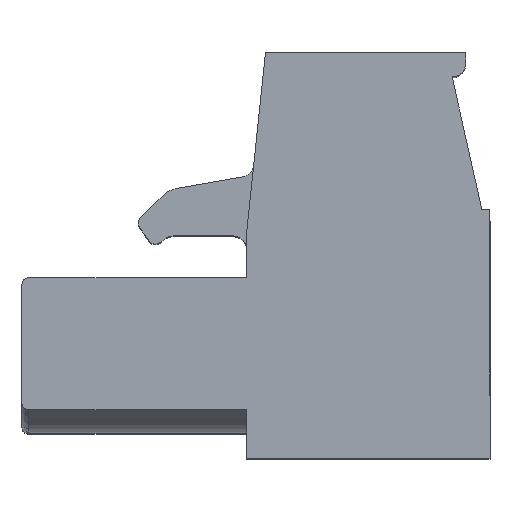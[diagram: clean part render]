
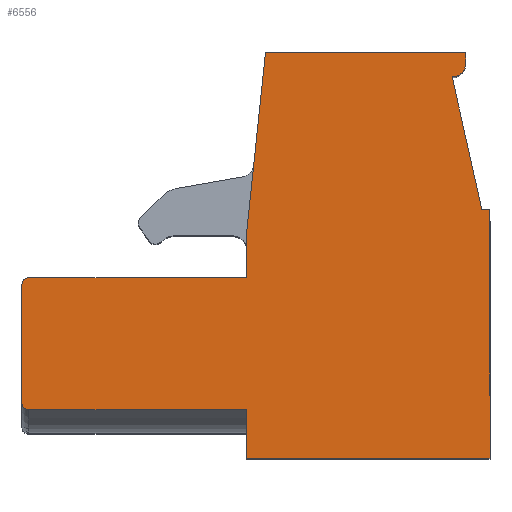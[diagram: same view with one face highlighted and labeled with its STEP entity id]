
A CAD part, top view. The second image highlights one B-rep face of the part: STEP entity #6556.
In plain terms, the highlighted planar face has unit normal (0, 0, 1).
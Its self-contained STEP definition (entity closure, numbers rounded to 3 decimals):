
#552=CARTESIAN_POINT('',(-3.7,8.3,2.5));
#553=VERTEX_POINT('',#552);
#560=CARTESIAN_POINT('',(-3.,15.,2.5));
#561=VERTEX_POINT('',#560);
#562=CARTESIAN_POINT('',(-3.7,8.3,2.5));
#563=DIRECTION('',(0.104,0.995,0.0));
#564=VECTOR('',#563,6.736);
#565=LINE('',#562,#564);
#566=EDGE_CURVE('',#553,#561,#565,.T.);
#6203=CARTESIAN_POINT('',(4.4,14.6,2.5));
#6204=VERTEX_POINT('',#6203);
#6205=CARTESIAN_POINT('',(3.9,14.1,2.5));
#6206=VERTEX_POINT('',#6205);
#6207=CARTESIAN_POINT('',(3.9,14.6,2.5));
#6208=DIRECTION('',(0.0,0.0,-1.0));
#6209=DIRECTION('',(0.707,-0.707,0.0));
#6210=AXIS2_PLACEMENT_3D('',#6207,#6208,#6209);
#6211=CIRCLE('',#6210,0.5);
#6212=EDGE_CURVE('',#6204,#6206,#6211,.T.);
#6237=CARTESIAN_POINT('',(4.4,15.0,2.5));
#6238=VERTEX_POINT('',#6237);
#6245=CARTESIAN_POINT('',(4.4,15.0,2.5));
#6246=DIRECTION('',(0.0,-1.0,0.0));
#6247=VECTOR('',#6246,0.4);
#6248=LINE('',#6245,#6247);
#6249=EDGE_CURVE('',#6238,#6204,#6248,.T.);
#6259=CARTESIAN_POINT('',(-11.75,1.8,2.5));
#6260=VERTEX_POINT('',#6259);
#6261=CARTESIAN_POINT('',(-12.,2.05,2.5));
#6262=VERTEX_POINT('',#6261);
#6263=CARTESIAN_POINT('',(-11.75,2.05,2.5));
#6264=DIRECTION('',(0.0,0.0,-1.));
#6265=DIRECTION('',(-0.707,-0.707,0.0));
#6266=AXIS2_PLACEMENT_3D('',#6263,#6264,#6265);
#6267=CIRCLE('',#6266,0.25);
#6268=EDGE_CURVE('',#6260,#6262,#6267,.T.);
#6380=CARTESIAN_POINT('',(-12.,6.425,2.5));
#6381=VERTEX_POINT('',#6380);
#6382=CARTESIAN_POINT('',(-12.,6.425,2.5));
#6383=DIRECTION('',(0.0,-1.0,0.0));
#6384=VECTOR('',#6383,4.375);
#6385=LINE('',#6382,#6384);
#6386=EDGE_CURVE('',#6381,#6262,#6385,.T.);
#6469=CARTESIAN_POINT('',(0.798,7.341,2.5));
#6470=DIRECTION('',(0.0,0.0,1.0));
#6471=DIRECTION('',(1.0,0.0,0.0));
#6472=AXIS2_PLACEMENT_3D('',#6469,#6470,#6471);
#6473=PLANE('',#6472);
#6474=ORIENTED_EDGE('',*,*,#6212,.F.);
#6475=ORIENTED_EDGE('',*,*,#6249,.F.);
#6476=CARTESIAN_POINT('',(-3.,15.,2.5));
#6477=DIRECTION('',(1.0,0.0,0.0));
#6478=VECTOR('',#6477,7.4);
#6479=LINE('',#6476,#6478);
#6480=EDGE_CURVE('',#561,#6238,#6479,.T.);
#6481=ORIENTED_EDGE('',*,*,#6480,.F.);
#6482=ORIENTED_EDGE('',*,*,#566,.F.);
#6483=CARTESIAN_POINT('',(-3.7,6.675,2.5));
#6484=VERTEX_POINT('',#6483);
#6485=CARTESIAN_POINT('',(-3.7,6.675,2.5));
#6486=DIRECTION('',(0.0,1.0,0.0));
#6487=VECTOR('',#6486,1.625);
#6488=LINE('',#6485,#6487);
#6489=EDGE_CURVE('',#6484,#553,#6488,.T.);
#6490=ORIENTED_EDGE('',*,*,#6489,.F.);
#6491=CARTESIAN_POINT('',(-11.75,6.675,2.5));
#6492=VERTEX_POINT('',#6491);
#6493=CARTESIAN_POINT('',(-3.7,6.675,2.5));
#6494=DIRECTION('',(-1.0,0.0,0.0));
#6495=VECTOR('',#6494,8.05);
#6496=LINE('',#6493,#6495);
#6497=EDGE_CURVE('',#6484,#6492,#6496,.T.);
#6498=ORIENTED_EDGE('',*,*,#6497,.T.);
#6499=CARTESIAN_POINT('',(-11.75,6.425,2.5));
#6500=DIRECTION('',(0.,0.,-1.));
#6501=DIRECTION('',(-0.707,0.707,0.));
#6502=AXIS2_PLACEMENT_3D('',#6499,#6500,#6501);
#6503=CIRCLE('',#6502,0.25);
#6504=EDGE_CURVE('',#6381,#6492,#6503,.T.);
#6505=ORIENTED_EDGE('',*,*,#6504,.F.);
#6506=ORIENTED_EDGE('',*,*,#6386,.T.);
#6507=ORIENTED_EDGE('',*,*,#6268,.F.);
#6508=CARTESIAN_POINT('',(-3.7,1.8,2.5));
#6509=VERTEX_POINT('',#6508);
#6510=CARTESIAN_POINT('',(-3.7,1.8,2.5));
#6511=DIRECTION('',(-1.0,0.0,0.0));
#6512=VECTOR('',#6511,8.05);
#6513=LINE('',#6510,#6512);
#6514=EDGE_CURVE('',#6509,#6260,#6513,.T.);
#6515=ORIENTED_EDGE('',*,*,#6514,.F.);
#6516=CARTESIAN_POINT('',(-3.7,0.0,2.5));
#6517=VERTEX_POINT('',#6516);
#6518=CARTESIAN_POINT('',(-3.7,0.0,2.5));
#6519=DIRECTION('',(0.0,1.0,0.0));
#6520=VECTOR('',#6519,1.8);
#6521=LINE('',#6518,#6520);
#6522=EDGE_CURVE('',#6517,#6509,#6521,.T.);
#6523=ORIENTED_EDGE('',*,*,#6522,.F.);
#6524=CARTESIAN_POINT('',(5.3,0.,2.5));
#6525=VERTEX_POINT('',#6524);
#6526=CARTESIAN_POINT('',(5.3,0.,2.5));
#6527=DIRECTION('',(-1.0,0.0,0.0));
#6528=VECTOR('',#6527,9.0);
#6529=LINE('',#6526,#6528);
#6530=EDGE_CURVE('',#6525,#6517,#6529,.T.);
#6531=ORIENTED_EDGE('',*,*,#6530,.F.);
#6532=CARTESIAN_POINT('',(5.3,9.2,2.5));
#6533=VERTEX_POINT('',#6532);
#6534=CARTESIAN_POINT('',(5.3,9.2,2.5));
#6535=DIRECTION('',(0.0,-1.0,0.0));
#6536=VECTOR('',#6535,9.2);
#6537=LINE('',#6534,#6536);
#6538=EDGE_CURVE('',#6533,#6525,#6537,.T.);
#6539=ORIENTED_EDGE('',*,*,#6538,.F.);
#6540=CARTESIAN_POINT('',(5.,9.2,2.5));
#6541=VERTEX_POINT('',#6540);
#6542=CARTESIAN_POINT('',(5.,9.2,2.5));
#6543=DIRECTION('',(1.0,0.0,0.0));
#6544=VECTOR('',#6543,0.3);
#6545=LINE('',#6542,#6544);
#6546=EDGE_CURVE('',#6541,#6533,#6545,.T.);
#6547=ORIENTED_EDGE('',*,*,#6546,.F.);
#6548=CARTESIAN_POINT('',(3.9,14.1,2.5));
#6549=DIRECTION('',(0.219,-0.976,0.0));
#6550=VECTOR('',#6549,5.022);
#6551=LINE('',#6548,#6550);
#6552=EDGE_CURVE('',#6206,#6541,#6551,.T.);
#6553=ORIENTED_EDGE('',*,*,#6552,.F.);
#6554=EDGE_LOOP('',(#6474,#6475,#6481,#6482,#6490,#6498,#6505,#6506,#6507,#6515,#6523,#6531,#6539,#6547,#6553));
#6555=FACE_OUTER_BOUND('',#6554,.T.);
#6556=ADVANCED_FACE('',(#6555),#6473,.T.);
